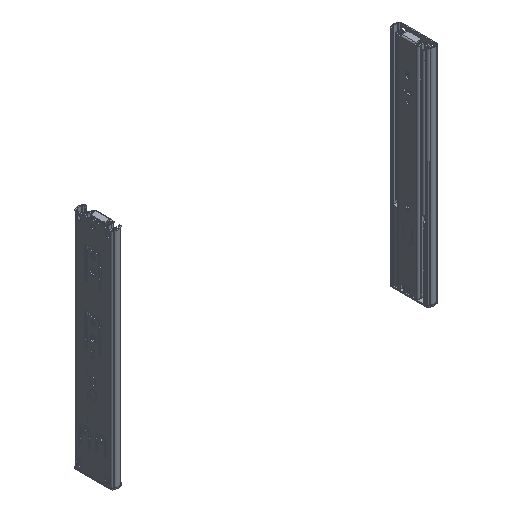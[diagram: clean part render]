
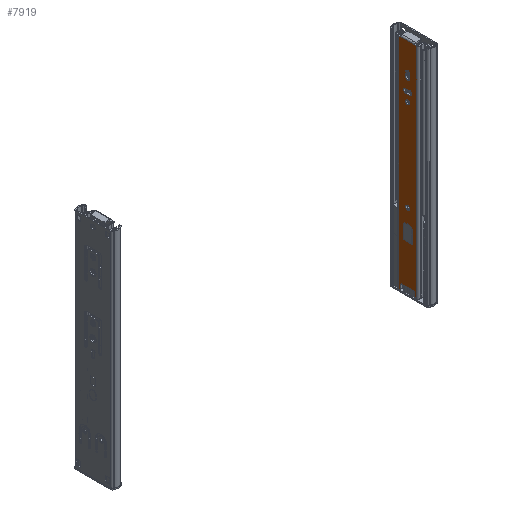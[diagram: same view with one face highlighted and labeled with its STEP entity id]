
A CAD part, isometric view. The second image highlights one B-rep face of the part: STEP entity #7919.
In plain terms, the highlighted face is planar.
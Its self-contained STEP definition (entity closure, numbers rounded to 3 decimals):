
#132=FACE_BOUND('',#1231,.T.);
#133=FACE_BOUND('',#1232,.T.);
#134=FACE_BOUND('',#1233,.T.);
#135=FACE_BOUND('',#1234,.T.);
#136=FACE_BOUND('',#1235,.T.);
#319=CIRCLE('',#8583,1.);
#320=CIRCLE('',#8584,1.);
#321=CIRCLE('',#8585,1.);
#322=CIRCLE('',#8586,1.);
#323=CIRCLE('',#8587,2.25);
#324=CIRCLE('',#8588,2.25);
#325=CIRCLE('',#8589,2.25);
#326=CIRCLE('',#8590,2.25);
#327=CIRCLE('',#8591,2.25);
#328=CIRCLE('',#8592,2.25);
#329=CIRCLE('',#8593,3.);
#330=CIRCLE('',#8594,3.);
#798=FACE_OUTER_BOUND('',#1230,.T.);
#1230=EDGE_LOOP('',(#6182,#6183,#6184,#6185,#6186,#6187,#6188,#6189,#6190,
#6191,#6192,#6193,#6194,#6195));
#1231=EDGE_LOOP('',(#6196,#6197,#6198,#6199));
#1232=EDGE_LOOP('',(#6200));
#1233=EDGE_LOOP('',(#6201,#6202,#6203,#6204));
#1234=EDGE_LOOP('',(#6205));
#1235=EDGE_LOOP('',(#6206,#6207,#6208,#6209,#6210,#6211));
#1884=LINE('',#12462,#2709);
#1890=LINE('',#12475,#2715);
#1891=LINE('',#12477,#2716);
#1892=LINE('',#12479,#2717);
#1893=LINE('',#12483,#2718);
#1894=LINE('',#12487,#2719);
#1895=LINE('',#12491,#2720);
#1896=LINE('',#12495,#2721);
#1897=LINE('',#12497,#2722);
#1898=LINE('',#12498,#2723);
#1899=LINE('',#12503,#2724);
#1900=LINE('',#12506,#2725);
#1901=LINE('',#12513,#2726);
#1902=LINE('',#12516,#2727);
#1903=LINE('',#12523,#2728);
#1904=LINE('',#12527,#2729);
#1905=LINE('',#12529,#2730);
#1906=LINE('',#12530,#2731);
#2709=VECTOR('',#10110,10.);
#2715=VECTOR('',#10120,10.);
#2716=VECTOR('',#10121,10.);
#2717=VECTOR('',#10122,10.);
#2718=VECTOR('',#10125,10.);
#2719=VECTOR('',#10128,10.);
#2720=VECTOR('',#10131,10.);
#2721=VECTOR('',#10134,10.);
#2722=VECTOR('',#10135,10.);
#2723=VECTOR('',#10136,10.);
#2724=VECTOR('',#10139,10.);
#2725=VECTOR('',#10142,10.);
#2726=VECTOR('',#10147,10.);
#2727=VECTOR('',#10150,10.);
#2728=VECTOR('',#10155,10.);
#2729=VECTOR('',#10158,10.);
#2730=VECTOR('',#10159,10.);
#2731=VECTOR('',#10160,10.);
#3491=VERTEX_POINT('',#12455);
#3494=VERTEX_POINT('',#12460);
#3499=VERTEX_POINT('',#12474);
#3500=VERTEX_POINT('',#12476);
#3501=VERTEX_POINT('',#12478);
#3502=VERTEX_POINT('',#12480);
#3503=VERTEX_POINT('',#12482);
#3504=VERTEX_POINT('',#12484);
#3505=VERTEX_POINT('',#12486);
#3506=VERTEX_POINT('',#12488);
#3507=VERTEX_POINT('',#12490);
#3508=VERTEX_POINT('',#12492);
#3509=VERTEX_POINT('',#12494);
#3510=VERTEX_POINT('',#12496);
#3511=VERTEX_POINT('',#12499);
#3512=VERTEX_POINT('',#12500);
#3513=VERTEX_POINT('',#12502);
#3514=VERTEX_POINT('',#12504);
#3515=VERTEX_POINT('',#12507);
#3516=VERTEX_POINT('',#12509);
#3517=VERTEX_POINT('',#12510);
#3518=VERTEX_POINT('',#12512);
#3519=VERTEX_POINT('',#12514);
#3520=VERTEX_POINT('',#12517);
#3521=VERTEX_POINT('',#12519);
#3522=VERTEX_POINT('',#12520);
#3523=VERTEX_POINT('',#12522);
#3524=VERTEX_POINT('',#12524);
#3525=VERTEX_POINT('',#12526);
#3526=VERTEX_POINT('',#12528);
#4442=EDGE_CURVE('',#3494,#3491,#1884,.T.);
#4448=EDGE_CURVE('',#3494,#3499,#1890,.T.);
#4449=EDGE_CURVE('',#3499,#3500,#1891,.T.);
#4450=EDGE_CURVE('',#3501,#3500,#1892,.T.);
#4451=EDGE_CURVE('',#3502,#3501,#319,.T.);
#4452=EDGE_CURVE('',#3502,#3503,#1893,.T.);
#4453=EDGE_CURVE('',#3504,#3503,#320,.T.);
#4454=EDGE_CURVE('',#3504,#3505,#1894,.T.);
#4455=EDGE_CURVE('',#3506,#3505,#321,.T.);
#4456=EDGE_CURVE('',#3506,#3507,#1895,.T.);
#4457=EDGE_CURVE('',#3508,#3507,#322,.T.);
#4458=EDGE_CURVE('',#3509,#3508,#1896,.T.);
#4459=EDGE_CURVE('',#3509,#3510,#1897,.T.);
#4460=EDGE_CURVE('',#3510,#3491,#1898,.T.);
#4461=EDGE_CURVE('',#3511,#3512,#323,.T.);
#4462=EDGE_CURVE('',#3512,#3513,#1899,.T.);
#4463=EDGE_CURVE('',#3513,#3514,#324,.T.);
#4464=EDGE_CURVE('',#3514,#3511,#1900,.T.);
#4465=EDGE_CURVE('',#3515,#3515,#325,.T.);
#4466=EDGE_CURVE('',#3516,#3517,#326,.T.);
#4467=EDGE_CURVE('',#3517,#3518,#1901,.T.);
#4468=EDGE_CURVE('',#3518,#3519,#327,.T.);
#4469=EDGE_CURVE('',#3519,#3516,#1902,.T.);
#4470=EDGE_CURVE('',#3520,#3520,#328,.T.);
#4471=EDGE_CURVE('',#3521,#3522,#329,.T.);
#4472=EDGE_CURVE('',#3522,#3523,#1903,.T.);
#4473=EDGE_CURVE('',#3523,#3524,#330,.T.);
#4474=EDGE_CURVE('',#3524,#3525,#1904,.T.);
#4475=EDGE_CURVE('',#3525,#3526,#1905,.T.);
#4476=EDGE_CURVE('',#3526,#3521,#1906,.T.);
#6182=ORIENTED_EDGE('',*,*,#4442,.F.);
#6183=ORIENTED_EDGE('',*,*,#4448,.T.);
#6184=ORIENTED_EDGE('',*,*,#4449,.T.);
#6185=ORIENTED_EDGE('',*,*,#4450,.F.);
#6186=ORIENTED_EDGE('',*,*,#4451,.F.);
#6187=ORIENTED_EDGE('',*,*,#4452,.T.);
#6188=ORIENTED_EDGE('',*,*,#4453,.F.);
#6189=ORIENTED_EDGE('',*,*,#4454,.T.);
#6190=ORIENTED_EDGE('',*,*,#4455,.F.);
#6191=ORIENTED_EDGE('',*,*,#4456,.T.);
#6192=ORIENTED_EDGE('',*,*,#4457,.F.);
#6193=ORIENTED_EDGE('',*,*,#4458,.F.);
#6194=ORIENTED_EDGE('',*,*,#4459,.T.);
#6195=ORIENTED_EDGE('',*,*,#4460,.T.);
#6196=ORIENTED_EDGE('',*,*,#4461,.T.);
#6197=ORIENTED_EDGE('',*,*,#4462,.T.);
#6198=ORIENTED_EDGE('',*,*,#4463,.T.);
#6199=ORIENTED_EDGE('',*,*,#4464,.T.);
#6200=ORIENTED_EDGE('',*,*,#4465,.T.);
#6201=ORIENTED_EDGE('',*,*,#4466,.T.);
#6202=ORIENTED_EDGE('',*,*,#4467,.T.);
#6203=ORIENTED_EDGE('',*,*,#4468,.T.);
#6204=ORIENTED_EDGE('',*,*,#4469,.T.);
#6205=ORIENTED_EDGE('',*,*,#4470,.T.);
#6206=ORIENTED_EDGE('',*,*,#4471,.T.);
#6207=ORIENTED_EDGE('',*,*,#4472,.T.);
#6208=ORIENTED_EDGE('',*,*,#4473,.T.);
#6209=ORIENTED_EDGE('',*,*,#4474,.T.);
#6210=ORIENTED_EDGE('',*,*,#4475,.T.);
#6211=ORIENTED_EDGE('',*,*,#4476,.T.);
#7301=PLANE('',#8582);
#7919=ADVANCED_FACE('',(#798,#132,#133,#134,#135,#136),#7301,.T.);
#8582=AXIS2_PLACEMENT_3D('',#12473,#10118,#10119);
#8583=AXIS2_PLACEMENT_3D('',#12481,#10123,#10124);
#8584=AXIS2_PLACEMENT_3D('',#12485,#10126,#10127);
#8585=AXIS2_PLACEMENT_3D('',#12489,#10129,#10130);
#8586=AXIS2_PLACEMENT_3D('',#12493,#10132,#10133);
#8587=AXIS2_PLACEMENT_3D('',#12501,#10137,#10138);
#8588=AXIS2_PLACEMENT_3D('',#12505,#10140,#10141);
#8589=AXIS2_PLACEMENT_3D('',#12508,#10143,#10144);
#8590=AXIS2_PLACEMENT_3D('',#12511,#10145,#10146);
#8591=AXIS2_PLACEMENT_3D('',#12515,#10148,#10149);
#8592=AXIS2_PLACEMENT_3D('',#12518,#10151,#10152);
#8593=AXIS2_PLACEMENT_3D('',#12521,#10153,#10154);
#8594=AXIS2_PLACEMENT_3D('',#12525,#10156,#10157);
#10110=DIRECTION('',(0.,1.,0.));
#10118=DIRECTION('center_axis',(1.,0.,0.));
#10119=DIRECTION('ref_axis',(0.,-1.,0.));
#10120=DIRECTION('',(0.,-1.,0.));
#10121=DIRECTION('',(0.,0.,-1.));
#10122=DIRECTION('',(0.,-1.,0.));
#10123=DIRECTION('center_axis',(-1.,0.,0.));
#10124=DIRECTION('ref_axis',(0.,0.707,-0.707));
#10125=DIRECTION('',(0.,0.,1.));
#10126=DIRECTION('center_axis',(1.,0.,0.));
#10127=DIRECTION('ref_axis',(0.,-0.707,0.707));
#10128=DIRECTION('',(0.,1.,0.));
#10129=DIRECTION('center_axis',(1.,0.,0.));
#10130=DIRECTION('ref_axis',(0.,0.707,0.707));
#10131=DIRECTION('',(0.,0.,-1.));
#10132=DIRECTION('center_axis',(-1.,0.,0.));
#10133=DIRECTION('ref_axis',(0.,-0.707,-0.707));
#10134=DIRECTION('',(0.,-1.,0.));
#10135=DIRECTION('',(0.,0.,1.));
#10136=DIRECTION('',(0.,-1.,0.));
#10137=DIRECTION('center_axis',(-1.,0.,0.));
#10138=DIRECTION('ref_axis',(0.,0.,1.));
#10139=DIRECTION('',(0.,1.,0.));
#10140=DIRECTION('center_axis',(-1.,0.,0.));
#10141=DIRECTION('ref_axis',(0.,0.,-1.));
#10142=DIRECTION('',(0.,-1.,0.));
#10143=DIRECTION('center_axis',(-1.,0.,0.));
#10144=DIRECTION('ref_axis',(0.,0.,1.));
#10145=DIRECTION('center_axis',(-1.,0.,0.));
#10146=DIRECTION('ref_axis',(0.,-1.,0.));
#10147=DIRECTION('',(0.,0.,1.));
#10148=DIRECTION('center_axis',(-1.,0.,0.));
#10149=DIRECTION('ref_axis',(0.,1.,0.));
#10150=DIRECTION('',(0.,0.,-1.));
#10151=DIRECTION('center_axis',(-1.,0.,0.));
#10152=DIRECTION('ref_axis',(0.,0.,-1.));
#10153=DIRECTION('center_axis',(-1.,0.,0.));
#10154=DIRECTION('ref_axis',(0.,0.,1.));
#10155=DIRECTION('',(0.,1.,0.));
#10156=DIRECTION('center_axis',(-1.,0.,0.));
#10157=DIRECTION('ref_axis',(0.,1.,0.));
#10158=DIRECTION('',(0.,0.,-1.));
#10159=DIRECTION('',(0.,-1.,0.));
#10160=DIRECTION('',(0.,0.,1.));
#12455=CARTESIAN_POINT('',(8.,7.65,-1.5));
#12460=CARTESIAN_POINT('',(8.,-7.65,-1.5));
#12462=CARTESIAN_POINT('',(8.,0.084,-1.5));
#12473=CARTESIAN_POINT('Origin',(8.,11.583,0.));
#12474=CARTESIAN_POINT('',(8.,-10.,-1.5));
#12475=CARTESIAN_POINT('',(8.,1.966,-1.5));
#12476=CARTESIAN_POINT('',(8.,-10.,-246.));
#12477=CARTESIAN_POINT('',(8.,-10.,0.));
#12478=CARTESIAN_POINT('',(8.,-8.6,-246.));
#12479=CARTESIAN_POINT('',(8.,-11.583,-246.));
#12480=CARTESIAN_POINT('',(8.,-7.6,-245.));
#12481=CARTESIAN_POINT('Origin',(8.,-8.6,-245.));
#12482=CARTESIAN_POINT('',(8.,-7.6,-241.));
#12483=CARTESIAN_POINT('',(8.,-7.6,-123.));
#12484=CARTESIAN_POINT('',(8.,-6.6,-240.));
#12485=CARTESIAN_POINT('Origin',(8.,-6.6,-241.));
#12486=CARTESIAN_POINT('',(8.,6.6,-240.));
#12487=CARTESIAN_POINT('',(8.,1.991,-240.));
#12488=CARTESIAN_POINT('',(8.,7.6,-241.));
#12489=CARTESIAN_POINT('Origin',(8.,6.6,-241.));
#12490=CARTESIAN_POINT('',(8.,7.6,-245.));
#12491=CARTESIAN_POINT('',(8.,7.6,-120.));
#12492=CARTESIAN_POINT('',(8.,8.6,-246.));
#12493=CARTESIAN_POINT('Origin',(8.,8.6,-245.));
#12494=CARTESIAN_POINT('',(8.,10.,-246.));
#12495=CARTESIAN_POINT('',(8.,-11.583,-246.));
#12496=CARTESIAN_POINT('',(8.,10.,-1.5));
#12497=CARTESIAN_POINT('',(8.,10.,0.));
#12498=CARTESIAN_POINT('',(8.,11.891,-1.5));
#12499=CARTESIAN_POINT('',(8.,-2.25,-53.25));
#12500=CARTESIAN_POINT('',(8.,-2.25,-48.75));
#12501=CARTESIAN_POINT('Origin',(8.,-2.25,-51.));
#12502=CARTESIAN_POINT('',(8.,2.25,-48.75));
#12503=CARTESIAN_POINT('',(8.,4.666,-48.75));
#12504=CARTESIAN_POINT('',(8.,2.25,-53.25));
#12505=CARTESIAN_POINT('Origin',(8.,2.25,-51.));
#12506=CARTESIAN_POINT('',(8.,6.916,-53.25));
#12507=CARTESIAN_POINT('',(8.,0.,-63.25));
#12508=CARTESIAN_POINT('Origin',(8.,0.,-61.));
#12509=CARTESIAN_POINT('',(8.,2.25,-37.25));
#12510=CARTESIAN_POINT('',(8.,-2.25,-37.25));
#12511=CARTESIAN_POINT('Origin',(8.,0.,-37.25));
#12512=CARTESIAN_POINT('',(8.,-2.25,-32.75));
#12513=CARTESIAN_POINT('',(8.,-2.25,-18.625));
#12514=CARTESIAN_POINT('',(8.,2.25,-32.75));
#12515=CARTESIAN_POINT('Origin',(8.,0.,-32.75));
#12516=CARTESIAN_POINT('',(8.,2.25,-16.375));
#12517=CARTESIAN_POINT('',(8.,0.,-160.75));
#12518=CARTESIAN_POINT('Origin',(8.,0.,-163.));
#12519=CARTESIAN_POINT('',(8.,-5.,-182.));
#12520=CARTESIAN_POINT('',(8.,-2.,-179.));
#12521=CARTESIAN_POINT('Origin',(8.,-2.,-182.));
#12522=CARTESIAN_POINT('',(8.,2.,-179.));
#12523=CARTESIAN_POINT('',(8.,4.791,-179.));
#12524=CARTESIAN_POINT('',(8.,5.,-182.));
#12525=CARTESIAN_POINT('Origin',(8.,2.,-182.));
#12526=CARTESIAN_POINT('',(8.,5.,-196.));
#12527=CARTESIAN_POINT('',(8.,5.,-91.));
#12528=CARTESIAN_POINT('',(8.,-5.,-196.));
#12529=CARTESIAN_POINT('',(8.,6.791,-196.));
#12530=CARTESIAN_POINT('',(8.,-5.,-96.5));
